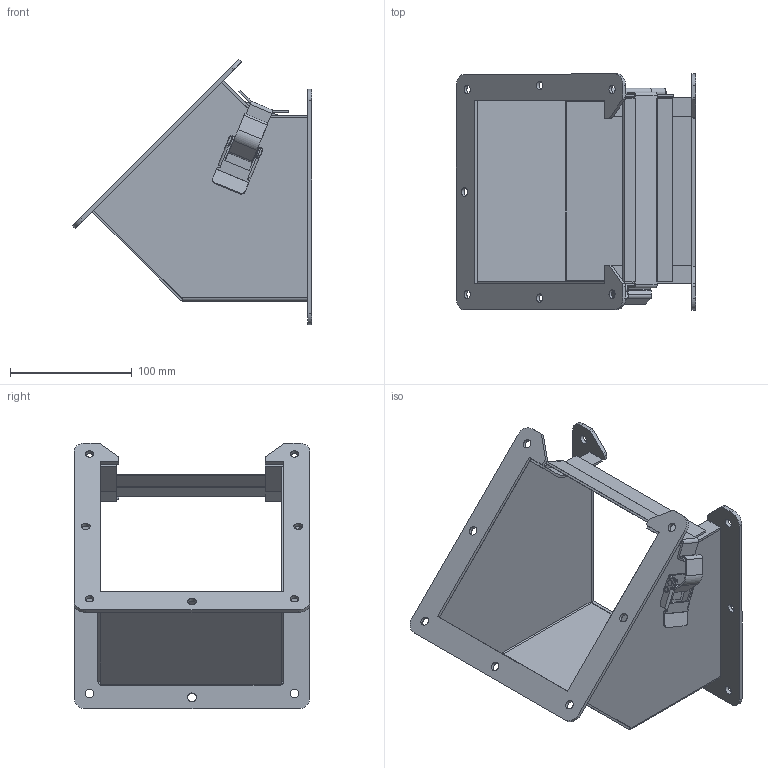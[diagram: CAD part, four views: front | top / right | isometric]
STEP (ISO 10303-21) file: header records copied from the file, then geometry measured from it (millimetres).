
FILE_DESCRIPTION (( 'STEP AP203' ), '1' );
FILE_NAME ('1485D4P.step', '2020-11-19T14:35:20', ( 'ADC123' ), ( 'Microsoft' ), 'SwSTEP 2.0', 'SolidWorks 2019', '' );
FILE_SCHEMA (( 'CONFIG_CONTROL_DESIGN' ));
Length unit declared in the file: inch
Products named in the file (1): 1485D4P
Bounding box: 196.72 x 193.68 x 218.44 mm (x, y, z)
Volume: 236715.9 mm3; surface area: 240258 mm2
Topology: 12 solids, 12 shells, 313 faces, 827 edges, 540 vertices
Faces by surface type: plane 198, cylinder 113, bspline 2
Full cylindrical faces by diameter (mm): 3.175 x2, 3.302 x2, 3.969 x2, 4.166 x2, 4.763 x3, 7.137 x14
Entity records: 9671 total; most frequent: CARTESIAN_POINT 1712, DIRECTION 1644, ORIENTED_EDGE 1594, EDGE_CURVE 797, LINE 562, VECTOR 562, AXIS2_PLACEMENT_3D 541, VERTEX_POINT 539
